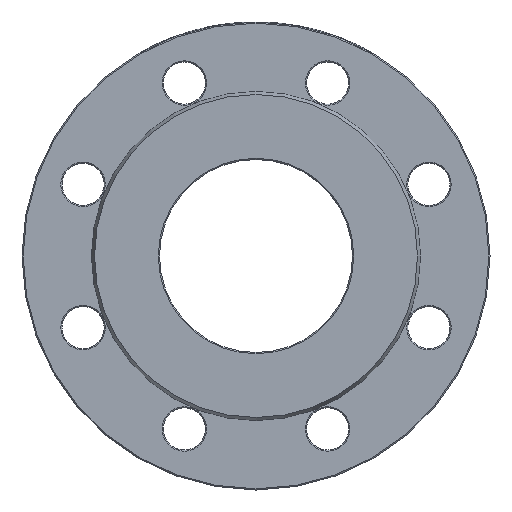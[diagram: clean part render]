
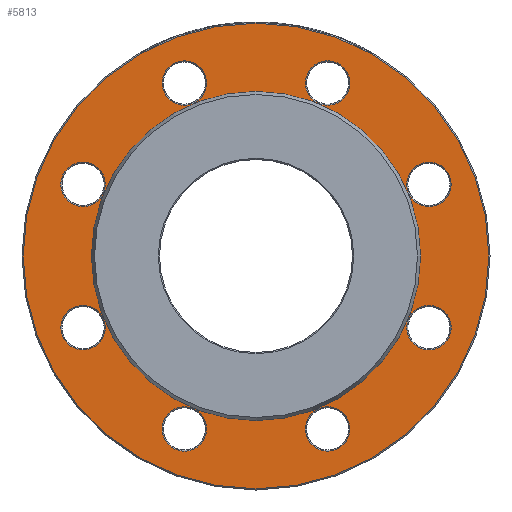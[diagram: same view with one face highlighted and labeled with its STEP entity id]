
A CAD part, left-side view. The second image highlights one B-rep face of the part: STEP entity #5813.
In plain terms, the highlighted planar face has unit normal (-1, 0, 0).
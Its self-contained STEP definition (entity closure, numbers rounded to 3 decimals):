
#122 = ORIENTED_EDGE ( 'NONE', *, *, #761, .T. ) ;
#230 = DIRECTION ( 'NONE',  ( 0., 0.707, -0.707 ) ) ;
#419 = DIRECTION ( 'NONE',  ( -1., 0., 0. ) ) ;
#454 = DIRECTION ( 'NONE',  ( 1., 0., 0. ) ) ;
#504 = AXIS2_PLACEMENT_3D ( 'NONE', #3270, #6171, #230 ) ;
#713 = DIRECTION ( 'NONE',  ( 0., 0., 1. ) ) ;
#716 = DIRECTION ( 'NONE',  ( 1., 0., 0. ) ) ;
#761 = EDGE_CURVE ( 'NONE', #9283, #9283, #2527, .T. ) ;
#768 = CARTESIAN_POINT ( 'NONE',  ( 3., 73.91, -40.115 ) ) ;
#813 = VERTEX_POINT ( 'NONE', #2850 ) ;
#889 = AXIS2_PLACEMENT_3D ( 'NONE', #7858, #4002, #1912 ) ;
#977 = ORIENTED_EDGE ( 'NONE', *, *, #1801, .T. ) ;
#1189 = DIRECTION ( 'NONE',  ( 1., 0., 0. ) ) ;
#1286 = EDGE_LOOP ( 'NONE', ( #6874 ) ) ;
#1421 = AXIS2_PLACEMENT_3D ( 'NONE', #8224, #716, #1708 ) ;
#1464 = EDGE_LOOP ( 'NONE', ( #6518 ) ) ;
#1534 = AXIS2_PLACEMENT_3D ( 'NONE', #3976, #3787, #6883 ) ;
#1542 = FACE_BOUND ( 'NONE', #7277, .T. ) ;
#1575 = VERTEX_POINT ( 'NONE', #8044 ) ;
#1588 = FACE_BOUND ( 'NONE', #7676, .T. ) ;
#1708 = DIRECTION ( 'NONE',  ( 0., 0.707, 0.707 ) ) ;
#1721 = VERTEX_POINT ( 'NONE', #8189 ) ;
#1801 = EDGE_CURVE ( 'NONE', #6319, #6319, #8331, .T. ) ;
#1912 = DIRECTION ( 'NONE',  ( 0., 0., 1. ) ) ;
#2135 = VERTEX_POINT ( 'NONE', #7285 ) ;
#2194 = FACE_BOUND ( 'NONE', #1464, .T. ) ;
#2293 = FACE_BOUND ( 'NONE', #6591, .T. ) ;
#2415 = CIRCLE ( 'NONE', #7284, 99.5 ) ;
#2527 = CIRCLE ( 'NONE', #9362, 9.5 ) ;
#2714 = EDGE_CURVE ( 'NONE', #8719, #8719, #7765, .T. ) ;
#2759 = CARTESIAN_POINT ( 'NONE',  ( 3., -73.91, 40.115 ) ) ;
#2850 = CARTESIAN_POINT ( 'NONE',  ( 3., 0., -99.5 ) ) ;
#2876 = ORIENTED_EDGE ( 'NONE', *, *, #4286, .T. ) ;
#2895 = VERTEX_POINT ( 'NONE', #5799 ) ;
#2963 = FACE_BOUND ( 'NONE', #3166, .T. ) ;
#3063 = CIRCLE ( 'NONE', #6860, 9.5 ) ;
#3166 = EDGE_LOOP ( 'NONE', ( #8254 ) ) ;
#3249 = CARTESIAN_POINT ( 'NONE',  ( 3., 73.91, -30.615 ) ) ;
#3270 = CARTESIAN_POINT ( 'NONE',  ( 3., 73.91, 30.615 ) ) ;
#3340 = CIRCLE ( 'NONE', #7002, 70.336 ) ;
#3566 = EDGE_LOOP ( 'NONE', ( #122 ) ) ;
#3570 = FACE_BOUND ( 'NONE', #3566, .T. ) ;
#3593 = EDGE_CURVE ( 'NONE', #3658, #3658, #7504, .T. ) ;
#3652 = AXIS2_PLACEMENT_3D ( 'NONE', #3249, #6193, #9163 ) ;
#3658 = VERTEX_POINT ( 'NONE', #3748 ) ;
#3715 = FACE_BOUND ( 'NONE', #4328, .T. ) ;
#3748 = CARTESIAN_POINT ( 'NONE',  ( 3., 80.628, 23.897 ) ) ;
#3760 = CARTESIAN_POINT ( 'NONE',  ( 3., 70.336, 0. ) ) ;
#3787 = DIRECTION ( 'NONE',  ( 1., 0., 0. ) ) ;
#3976 = CARTESIAN_POINT ( 'NONE',  ( 3., 30.615, 73.91 ) ) ;
#4002 = DIRECTION ( 'NONE',  ( 1., 0., 0. ) ) ;
#4028 = DIRECTION ( 'NONE',  ( 0., -0.707, 0.707 ) ) ;
#4109 = EDGE_CURVE ( 'NONE', #2895, #2895, #8960, .T. ) ;
#4249 = AXIS2_PLACEMENT_3D ( 'NONE', #3760, #4480, #5056 ) ;
#4264 = CARTESIAN_POINT ( 'NONE',  ( 3., 0., 0. ) ) ;
#4286 = EDGE_CURVE ( 'NONE', #813, #813, #2415, .T. ) ;
#4328 = EDGE_LOOP ( 'NONE', ( #8232 ) ) ;
#4379 = ORIENTED_EDGE ( 'NONE', *, *, #6434, .F. ) ;
#4383 = FACE_BOUND ( 'NONE', #1286, .T. ) ;
#4480 = DIRECTION ( 'NONE',  ( 1., 0., 0. ) ) ;
#4527 = FACE_BOUND ( 'NONE', #8757, .T. ) ;
#4833 = CARTESIAN_POINT ( 'NONE',  ( 3., -30.615, -73.91 ) ) ;
#4996 = AXIS2_PLACEMENT_3D ( 'NONE', #9056, #5518, #6180 ) ;
#5056 = DIRECTION ( 'NONE',  ( 0., 0., -1. ) ) ;
#5181 = EDGE_CURVE ( 'NONE', #2135, #2135, #9033, .T. ) ;
#5288 = ORIENTED_EDGE ( 'NONE', *, *, #3593, .T. ) ;
#5419 = CARTESIAN_POINT ( 'NONE',  ( 3., 0., 0. ) ) ;
#5518 = DIRECTION ( 'NONE',  ( 1., 0., 0. ) ) ;
#5623 = CIRCLE ( 'NONE', #1534, 9.5 ) ;
#5799 = CARTESIAN_POINT ( 'NONE',  ( 3., 23.897, -80.628 ) ) ;
#5813 = ADVANCED_FACE ( 'NONE', ( #1542, #2194, #3715, #2293, #4527, #3570, #2963, #4383, #7248, #1588 ), #5857, .F. ) ;
#5857 = PLANE ( 'NONE',  #4249 ) ;
#6171 = DIRECTION ( 'NONE',  ( 1., 0., 0. ) ) ;
#6180 = DIRECTION ( 'NONE',  ( 0., -0.707, -0.707 ) ) ;
#6193 = DIRECTION ( 'NONE',  ( 1., 0., 0. ) ) ;
#6251 = DIRECTION ( 'NONE',  ( 0., -1., 0. ) ) ;
#6319 = VERTEX_POINT ( 'NONE', #2759 ) ;
#6434 = EDGE_CURVE ( 'NONE', #8762, #8762, #3340, .T. ) ;
#6518 = ORIENTED_EDGE ( 'NONE', *, *, #7027, .T. ) ;
#6591 = EDGE_LOOP ( 'NONE', ( #977 ) ) ;
#6860 = AXIS2_PLACEMENT_3D ( 'NONE', #7568, #1189, #4028 ) ;
#6874 = ORIENTED_EDGE ( 'NONE', *, *, #2714, .T. ) ;
#6883 = DIRECTION ( 'NONE',  ( 0., 1., 0. ) ) ;
#7002 = AXIS2_PLACEMENT_3D ( 'NONE', #4264, #7847, #713 ) ;
#7027 = EDGE_CURVE ( 'NONE', #1575, #1575, #5623, .T. ) ;
#7248 = FACE_OUTER_BOUND ( 'NONE', #7551, .T. ) ;
#7277 = EDGE_LOOP ( 'NONE', ( #5288 ) ) ;
#7284 = AXIS2_PLACEMENT_3D ( 'NONE', #5419, #419, #9046 ) ;
#7285 = CARTESIAN_POINT ( 'NONE',  ( 3., -23.897, 80.628 ) ) ;
#7504 = CIRCLE ( 'NONE', #504, 9.5 ) ;
#7551 = EDGE_LOOP ( 'NONE', ( #2876 ) ) ;
#7568 = CARTESIAN_POINT ( 'NONE',  ( 3., -73.91, -30.615 ) ) ;
#7676 = EDGE_LOOP ( 'NONE', ( #4379 ) ) ;
#7765 = CIRCLE ( 'NONE', #3652, 9.5 ) ;
#7847 = DIRECTION ( 'NONE',  ( -1., 0., 0. ) ) ;
#7858 = CARTESIAN_POINT ( 'NONE',  ( 3., -73.91, 30.615 ) ) ;
#7946 = CARTESIAN_POINT ( 'NONE',  ( 3., 0., 70.336 ) ) ;
#8044 = CARTESIAN_POINT ( 'NONE',  ( 3., 40.115, 73.91 ) ) ;
#8189 = CARTESIAN_POINT ( 'NONE',  ( 3., -80.628, -23.897 ) ) ;
#8224 = CARTESIAN_POINT ( 'NONE',  ( 3., -30.615, 73.91 ) ) ;
#8232 = ORIENTED_EDGE ( 'NONE', *, *, #5181, .T. ) ;
#8254 = ORIENTED_EDGE ( 'NONE', *, *, #4109, .T. ) ;
#8331 = CIRCLE ( 'NONE', #889, 9.5 ) ;
#8459 = ORIENTED_EDGE ( 'NONE', *, *, #8604, .T. ) ;
#8577 = CARTESIAN_POINT ( 'NONE',  ( 3., -40.115, -73.91 ) ) ;
#8604 = EDGE_CURVE ( 'NONE', #1721, #1721, #3063, .T. ) ;
#8719 = VERTEX_POINT ( 'NONE', #768 ) ;
#8757 = EDGE_LOOP ( 'NONE', ( #8459 ) ) ;
#8762 = VERTEX_POINT ( 'NONE', #7946 ) ;
#8960 = CIRCLE ( 'NONE', #4996, 9.5 ) ;
#9033 = CIRCLE ( 'NONE', #1421, 9.5 ) ;
#9046 = DIRECTION ( 'NONE',  ( 0., 0., -1. ) ) ;
#9056 = CARTESIAN_POINT ( 'NONE',  ( 3., 30.615, -73.91 ) ) ;
#9163 = DIRECTION ( 'NONE',  ( 0., 0., -1. ) ) ;
#9283 = VERTEX_POINT ( 'NONE', #8577 ) ;
#9362 = AXIS2_PLACEMENT_3D ( 'NONE', #4833, #454, #6251 ) ;
